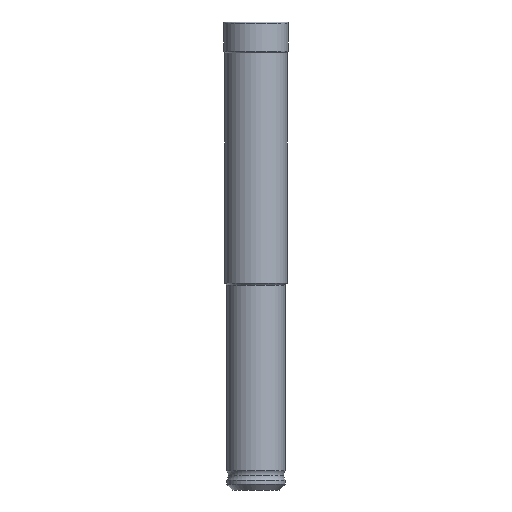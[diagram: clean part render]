
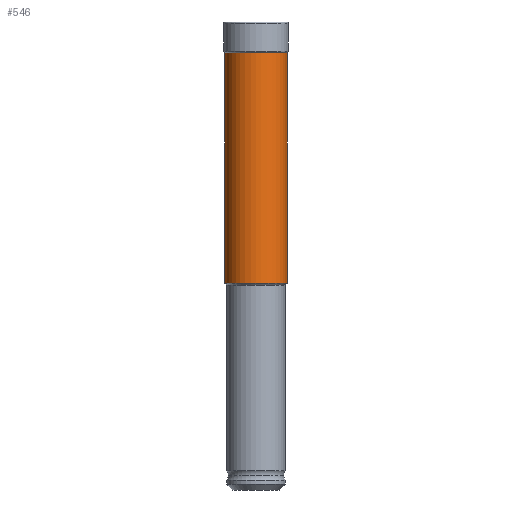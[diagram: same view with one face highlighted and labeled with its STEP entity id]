
A CAD part, front view. The second image highlights one B-rep face of the part: STEP entity #546.
In plain terms, the highlighted cylindrical face has radius 5.3 mm (diameter 10.6 mm), a partial arc.
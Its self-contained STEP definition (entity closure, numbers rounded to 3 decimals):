
#134 = VERTEX_POINT ( 'NONE', #754 ) ;
#146 = EDGE_CURVE ( 'NONE', #134, #147, #794, .T. ) ;
#147 = VERTEX_POINT ( 'NONE', #795 ) ;
#150 = EDGE_CURVE ( 'NONE', #168, #152, #800, .T. ) ;
#152 = VERTEX_POINT ( 'NONE', #920 ) ;
#168 = VERTEX_POINT ( 'NONE', #1030 ) ;
#264 = EDGE_CURVE ( 'NONE', #152, #147, #1236, .T. ) ;
#512 = EDGE_LOOP ( 'NONE', ( #522, #524, #563, #565 ) ) ;
#520 = EDGE_CURVE ( 'NONE', #168, #134, #1502, .T. ) ;
#522 = ORIENTED_EDGE ( 'NONE', *, *, #150, .F. ) ;
#524 = ORIENTED_EDGE ( 'NONE', *, *, #520, .T. ) ;
#546 = ADVANCED_FACE ( 'NONE', ( #1499 ), #1580, .T. ) ;
#563 = ORIENTED_EDGE ( 'NONE', *, *, #146, .T. ) ;
#565 = ORIENTED_EDGE ( 'NONE', *, *, #264, .F. ) ;
#754 = CARTESIAN_POINT ( 'NONE',  ( -5.3, 0., 74.755 ) ) ;
#791 = DIRECTION ( 'NONE',  ( 0., 0., -1. ) ) ;
#792 = VECTOR ( 'NONE', #791, 1000. ) ;
#793 = CARTESIAN_POINT ( 'NONE',  ( -5.3, 0., 0. ) ) ;
#794 = LINE ( 'NONE', #793, #792 ) ;
#795 = CARTESIAN_POINT ( 'NONE',  ( -5.3, 0., 35.3 ) ) ;
#800 = LINE ( 'NONE', #807, #918 ) ;
#807 = CARTESIAN_POINT ( 'NONE',  ( 5.3, 0., 0. ) ) ;
#917 = DIRECTION ( 'NONE',  ( 0., 0., -1. ) ) ;
#918 = VECTOR ( 'NONE', #917, 1000. ) ;
#920 = CARTESIAN_POINT ( 'NONE',  ( 5.3, 0., 35.3 ) ) ;
#1030 = CARTESIAN_POINT ( 'NONE',  ( 5.3, 0., 74.755 ) ) ;
#1224 = DIRECTION ( 'NONE',  ( -1., 0., 0. ) ) ;
#1225 = DIRECTION ( 'NONE',  ( 0., 0., -1. ) ) ;
#1226 = CARTESIAN_POINT ( 'NONE',  ( 0., 0., 35.3 ) ) ;
#1236 = CIRCLE ( 'NONE', #1238, 5.3 ) ;
#1238 = AXIS2_PLACEMENT_3D ( 'NONE', #1226, #1225, #1224 ) ;
#1499 = FACE_OUTER_BOUND ( 'NONE', #512, .T. ) ;
#1502 = CIRCLE ( 'NONE', #1584, 5.3 ) ;
#1576 = DIRECTION ( 'NONE',  ( -1., 0., 0. ) ) ;
#1577 = DIRECTION ( 'NONE',  ( 0., 0., -1. ) ) ;
#1580 = CYLINDRICAL_SURFACE ( 'NONE', #1586, 5.3 ) ;
#1581 = DIRECTION ( 'NONE',  ( -1., 0., 0. ) ) ;
#1582 = DIRECTION ( 'NONE',  ( 0., 0., -1. ) ) ;
#1583 = CARTESIAN_POINT ( 'NONE',  ( 0., 0., 74.755 ) ) ;
#1584 = AXIS2_PLACEMENT_3D ( 'NONE', #1583, #1582, #1581 ) ;
#1586 = AXIS2_PLACEMENT_3D ( 'NONE', #1590, #1577, #1576 ) ;
#1590 = CARTESIAN_POINT ( 'NONE',  ( 0., 0., 0. ) ) ;
